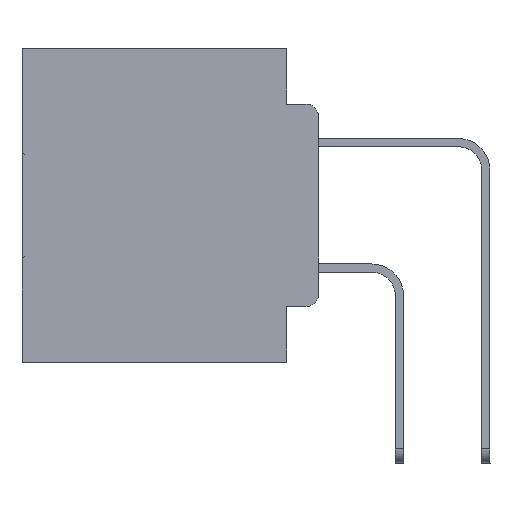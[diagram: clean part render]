
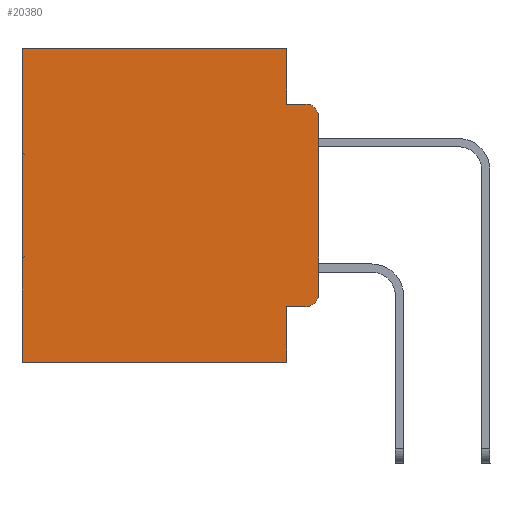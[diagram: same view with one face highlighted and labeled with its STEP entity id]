
A CAD part, left-side view. The second image highlights one B-rep face of the part: STEP entity #20380.
In plain terms, the highlighted planar face has unit normal (-1, 0, 0).
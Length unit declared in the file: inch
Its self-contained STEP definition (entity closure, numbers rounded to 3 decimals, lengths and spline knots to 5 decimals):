
#445 = DIRECTION ( 'NONE',  ( -1., 0., 0. ) ) ;
#1011 = VECTOR ( 'NONE', #14724, 39.37008 ) ;
#1572 = CARTESIAN_POINT ( 'NONE',  ( 0.298, 0.02, -0.0885 ) ) ;
#1828 = CARTESIAN_POINT ( 'NONE',  ( 0.298, 0., 0. ) ) ;
#2304 = DIRECTION ( 'NONE',  ( 0., 1., 0. ) ) ;
#2364 = VERTEX_POINT ( 'NONE', #16785 ) ;
#2939 = VERTEX_POINT ( 'NONE', #21249 ) ;
#3224 = DIRECTION ( 'NONE',  ( 0., 0., -1. ) ) ;
#4185 = LINE ( 'NONE', #11366, #31907 ) ;
#4553 = DIRECTION ( 'NONE',  ( 0., 0., -1. ) ) ;
#4740 = ORIENTED_EDGE ( 'NONE', *, *, #9055, .F. ) ;
#6053 = VERTEX_POINT ( 'NONE', #1572 ) ;
#6122 = CARTESIAN_POINT ( 'NONE',  ( 0.298, 0.473, 0. ) ) ;
#6157 = EDGE_CURVE ( 'NONE', #24266, #2364, #17725, .T. ) ;
#6469 = EDGE_CURVE ( 'NONE', #18851, #6053, #28928, .T. ) ;
#7191 = PLANE ( 'NONE',  #28327 ) ;
#8012 = CARTESIAN_POINT ( 'NONE',  ( 0.298, 0., 0. ) ) ;
#8189 = ORIENTED_EDGE ( 'NONE', *, *, #16225, .F. ) ;
#8328 = FACE_OUTER_BOUND ( 'NONE', #27980, .T. ) ;
#8543 = VERTEX_POINT ( 'NONE', #16972 ) ;
#8879 = DIRECTION ( 'NONE',  ( 0., 0., -1. ) ) ;
#9055 = EDGE_CURVE ( 'NONE', #2939, #8543, #23448, .T. ) ;
#9146 = VECTOR ( 'NONE', #29965, 39.37008 ) ;
#9388 = DIRECTION ( 'NONE',  ( 0., -1., 0. ) ) ;
#9455 = CARTESIAN_POINT ( 'NONE',  ( 0.298, 0.051, -0.0885 ) ) ;
#10007 = CARTESIAN_POINT ( 'NONE',  ( 0.298, 0.02, -0.1085 ) ) ;
#10281 = ORIENTED_EDGE ( 'NONE', *, *, #31594, .T. ) ;
#10943 = DIRECTION ( 'NONE',  ( 0., 0., -1. ) ) ;
#11012 = DIRECTION ( 'NONE',  ( -1., 0., 0. ) ) ;
#11121 = VECTOR ( 'NONE', #8879, 39.37008 ) ;
#11366 = CARTESIAN_POINT ( 'NONE',  ( 0.298, 0.051, 0. ) ) ;
#13633 = ORIENTED_EDGE ( 'NONE', *, *, #17362, .F. ) ;
#14125 = VECTOR ( 'NONE', #9388, 39.37008 ) ;
#14702 = CARTESIAN_POINT ( 'NONE',  ( 0.298, 0., 0. ) ) ;
#14724 = DIRECTION ( 'NONE',  ( 0., -1., 0. ) ) ;
#15802 = VERTEX_POINT ( 'NONE', #32338 ) ;
#16225 = EDGE_CURVE ( 'NONE', #18851, #16742, #18919, .T. ) ;
#16686 = CARTESIAN_POINT ( 'NONE',  ( 0.298, 0.02, -0.3915 ) ) ;
#16742 = VERTEX_POINT ( 'NONE', #33259 ) ;
#16785 = CARTESIAN_POINT ( 'NONE',  ( 0.298, 0.473, 0. ) ) ;
#16866 = VECTOR ( 'NONE', #33118, 39.37008 ) ;
#16972 = CARTESIAN_POINT ( 'NONE',  ( 0.298, 0.473, -0.5 ) ) ;
#17234 = CARTESIAN_POINT ( 'NONE',  ( 0.298, 0.051, 0. ) ) ;
#17297 = AXIS2_PLACEMENT_3D ( 'NONE', #16686, #445, #19418 ) ;
#17362 = EDGE_CURVE ( 'NONE', #17404, #6053, #21776, .T. ) ;
#17404 = VERTEX_POINT ( 'NONE', #9455 ) ;
#17439 = ORIENTED_EDGE ( 'NONE', *, *, #29820, .T. ) ;
#17725 = LINE ( 'NONE', #14702, #24027 ) ;
#18092 = CARTESIAN_POINT ( 'NONE',  ( 0.298, 0.051, -0.4115 ) ) ;
#18287 = LINE ( 'NONE', #6122, #11121 ) ;
#18734 = VERTEX_POINT ( 'NONE', #18092 ) ;
#18851 = VERTEX_POINT ( 'NONE', #21260 ) ;
#18919 = LINE ( 'NONE', #8012, #32990 ) ;
#19171 = ORIENTED_EDGE ( 'NONE', *, *, #22767, .T. ) ;
#19179 = EDGE_CURVE ( 'NONE', #24266, #17404, #30991, .T. ) ;
#19322 = CARTESIAN_POINT ( 'NONE',  ( 0.298, 0., -0.5 ) ) ;
#19418 = DIRECTION ( 'NONE',  ( 0., 0., -1. ) ) ;
#20380 = ADVANCED_FACE ( 'NONE', ( #8328 ), #7191, .F. ) ;
#20509 = LINE ( 'NONE', #25473, #14125 ) ;
#20794 = DIRECTION ( 'NONE',  ( 1., 0., 0. ) ) ;
#21249 = CARTESIAN_POINT ( 'NONE',  ( 0.298, 0.051, -0.5 ) ) ;
#21260 = CARTESIAN_POINT ( 'NONE',  ( 0.298, 0., -0.1085 ) ) ;
#21776 = LINE ( 'NONE', #30691, #1011 ) ;
#22767 = EDGE_CURVE ( 'NONE', #2364, #8543, #18287, .T. ) ;
#23448 = LINE ( 'NONE', #19322, #9146 ) ;
#24027 = VECTOR ( 'NONE', #2304, 39.37008 ) ;
#24266 = VERTEX_POINT ( 'NONE', #31436 ) ;
#24565 = EDGE_CURVE ( 'NONE', #18734, #2939, #4185, .T. ) ;
#25473 = CARTESIAN_POINT ( 'NONE',  ( 0.298, 0.051, -0.4115 ) ) ;
#25617 = AXIS2_PLACEMENT_3D ( 'NONE', #10007, #11012, #10943 ) ;
#26613 = CIRCLE ( 'NONE', #17297, 0.02 ) ;
#26805 = DIRECTION ( 'NONE',  ( 0., 0., -1. ) ) ;
#27980 = EDGE_LOOP ( 'NONE', ( #8189, #28717, #13633, #34063, #33226, #19171, #4740, #32382, #17439, #10281 ) ) ;
#28327 = AXIS2_PLACEMENT_3D ( 'NONE', #1828, #20794, #4553 ) ;
#28717 = ORIENTED_EDGE ( 'NONE', *, *, #6469, .T. ) ;
#28928 = CIRCLE ( 'NONE', #25617, 0.02 ) ;
#29820 = EDGE_CURVE ( 'NONE', #18734, #15802, #20509, .T. ) ;
#29965 = DIRECTION ( 'NONE',  ( 0., 1., 0. ) ) ;
#30691 = CARTESIAN_POINT ( 'NONE',  ( 0.298, 0.051, -0.0885 ) ) ;
#30991 = LINE ( 'NONE', #17234, #16866 ) ;
#31436 = CARTESIAN_POINT ( 'NONE',  ( 0.298, 0.051, 0. ) ) ;
#31594 = EDGE_CURVE ( 'NONE', #15802, #16742, #26613, .T. ) ;
#31907 = VECTOR ( 'NONE', #3224, 39.37008 ) ;
#32338 = CARTESIAN_POINT ( 'NONE',  ( 0.298, 0.02, -0.4115 ) ) ;
#32382 = ORIENTED_EDGE ( 'NONE', *, *, #24565, .F. ) ;
#32990 = VECTOR ( 'NONE', #26805, 39.37008 ) ;
#33118 = DIRECTION ( 'NONE',  ( 0., 0., -1. ) ) ;
#33226 = ORIENTED_EDGE ( 'NONE', *, *, #6157, .T. ) ;
#33259 = CARTESIAN_POINT ( 'NONE',  ( 0.298, 0., -0.3915 ) ) ;
#34063 = ORIENTED_EDGE ( 'NONE', *, *, #19179, .F. ) ;
